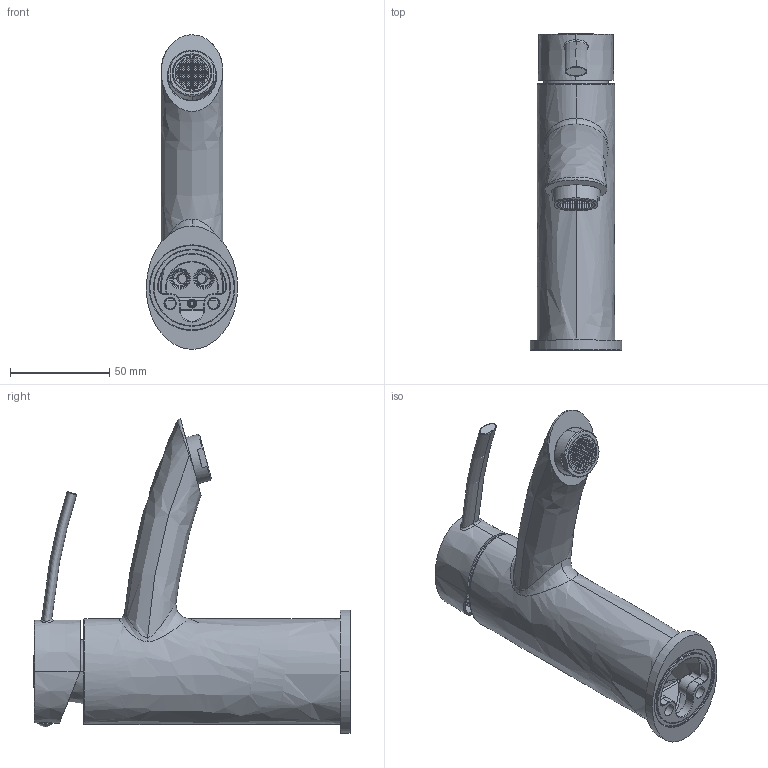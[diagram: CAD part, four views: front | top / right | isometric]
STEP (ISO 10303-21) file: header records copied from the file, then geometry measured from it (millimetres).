
FILE_DESCRIPTION((''),'2;1');
FILE_NAME('BR071CR','2021-04-12T08:59:52',('ut3'),('PAFFONI SpA'),'CREO PARAMETRIC BY PTC INC, 2020044','CREO PARAMETRIC BY PTC INC, 2020044','');
FILE_SCHEMA(('CONFIG_CONTROL_DESIGN','SHAPE_APPEARANCE_LAYERS_GROUPS'));
Products named in the file (1): BR071CR
Bounding box: 46 x 159.2 x 158.32 mm (x, y, z)
Volume: 150594.5 mm3; surface area: 87582.5 mm2
Topology: 2 solids, 2 shells, 2611 faces, 7461 edges, 4825 vertices
Faces by surface type: plane 1942, cylinder 323, bspline 127, cone 112, torus 80, sphere 16, extrusion 9, revolution 2
Entity records: 110709 total; most frequent: CARTESIAN_POINT 32253, ORIENTED_EDGE 14882, DIRECTION 13685, EDGE_CURVE 7441, VECTOR 4963, LINE 4954, VERTEX_POINT 4825, AXIS2_PLACEMENT_3D 4360
